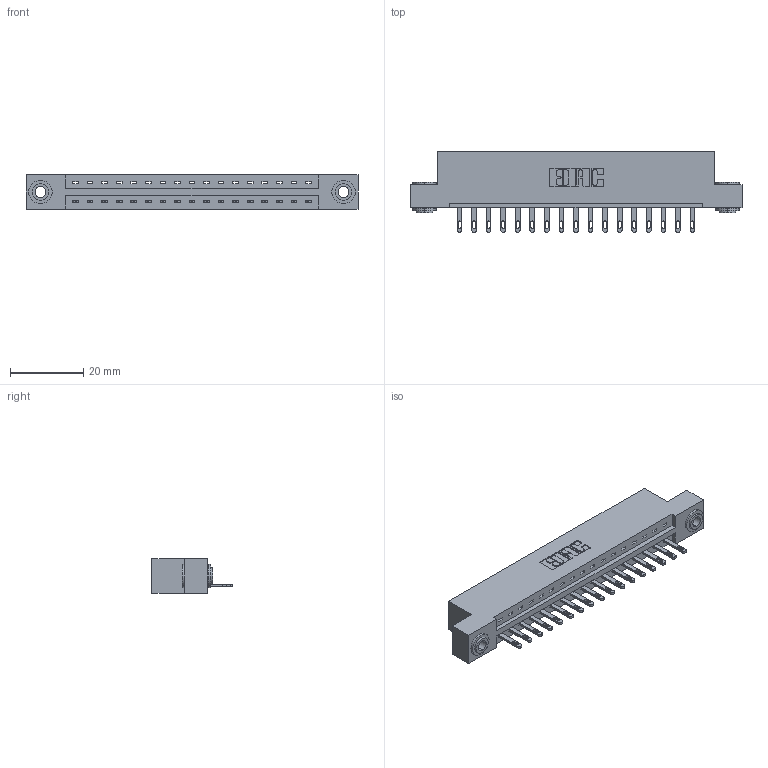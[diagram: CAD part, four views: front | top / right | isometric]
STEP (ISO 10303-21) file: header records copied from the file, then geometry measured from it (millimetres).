
FILE_DESCRIPTION (( 'STEP AP203' ), '1' );
FILE_NAME ('887-017-500-103.STEP', '2020-09-20T17:26:19', ( '' ), ( '' ), 'SwSTEP 2.0', 'SolidWorks 2020', '' );
FILE_SCHEMA (( 'CONFIG_CONTROL_DESIGN' ));
Length unit declared in the file: inch
Products named in the file (4): 887-017-500-103; 837 Part_Flush Mounting Lugs - 0.156 Dia-TH; 345-250-002_345-250-002-102; 345-292-001_345-293-100
Assembly tree (20 placements, depth 2):
  887-017-500-103
    837 Part_Flush Mounting Lugs - 0.156 Dia-TH
    345-292-001_345-293-100  x17
    345-250-002_345-250-002-102  x2
Bounding box: 90.37 x 21.85 x 9.4 mm (x, y, z)
Volume: 9109.8 mm3; surface area: 9547.3 mm2
Topology: 20 solids, 20 shells, 1138 faces, 3447 edges, 2294 vertices
Faces by surface type: plane 760, cylinder 370, cone 8
Entity records: 16450 total; most frequent: CARTESIAN_POINT 2840, ORIENTED_EDGE 2786, DIRECTION 2477, EDGE_CURVE 1393, VECTOR 1237, LINE 1237, VERTEX_POINT 926, AXIS2_PLACEMENT_3D 620
